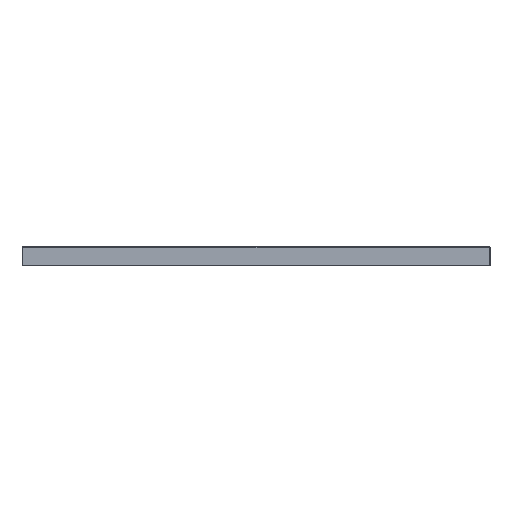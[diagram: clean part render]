
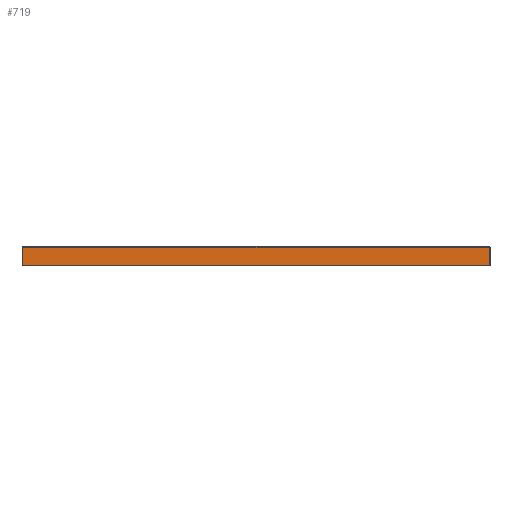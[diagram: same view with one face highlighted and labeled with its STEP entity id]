
A CAD part, left-side view. The second image highlights one B-rep face of the part: STEP entity #719.
In plain terms, the highlighted planar face has unit normal (-1, 0, 0).
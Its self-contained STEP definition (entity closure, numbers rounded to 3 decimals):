
#719=ADVANCED_FACE('',(#1203),#1082,.T.);
#1082=PLANE('',#6488);
#1203=FACE_OUTER_BOUND('',#1563,.T.);
#1563=EDGE_LOOP('',(#2400,#2401,#2402,#2403,#2404));
#2049=B_SPLINE_CURVE_WITH_KNOTS('',3,(#25340,#25341,#25342,#25343,#25344,
#25345,#25346,#25347,#25348,#25349),.UNSPECIFIED.,.F.,.F.,(4,2,1,1,1,1,
4),(0.,0.031,0.063,0.125,0.25,0.5,1.),.UNSPECIFIED.);
#2050=B_SPLINE_CURVE_WITH_KNOTS('',3,(#25352,#25353,#25354,#25355,#25356,
#25357,#25358,#25359,#25360,#25361,#25362,#25363,#25364),.UNSPECIFIED.,
 .F.,.F.,(4,2,2,1,2,2,4),(0.,0.5,0.75,0.875,0.938,0.969,1.),
 .UNSPECIFIED.);
#2400=ORIENTED_EDGE('',*,*,#4878,.T.);
#2401=ORIENTED_EDGE('',*,*,#4879,.T.);
#2402=ORIENTED_EDGE('',*,*,#4880,.T.);
#2403=ORIENTED_EDGE('',*,*,#4874,.F.);
#2404=ORIENTED_EDGE('',*,*,#4881,.T.);
#4268=VERTEX_POINT('',#25331);
#4269=VERTEX_POINT('',#25333);
#4272=VERTEX_POINT('',#25350);
#4273=VERTEX_POINT('',#25351);
#4274=VERTEX_POINT('',#25365);
#4874=EDGE_CURVE('',#4268,#4269,#5711,.T.);
#4878=EDGE_CURVE('',#4272,#4273,#2049,.T.);
#4879=EDGE_CURVE('',#4273,#4274,#2050,.T.);
#4880=EDGE_CURVE('',#4274,#4269,#5713,.T.);
#4881=EDGE_CURVE('',#4268,#4272,#5714,.T.);
#5711=LINE('',#25332,#6104);
#5713=LINE('',#25366,#6106);
#5714=LINE('',#25367,#6107);
#6104=VECTOR('',#7085,1.);
#6106=VECTOR('',#7093,1.);
#6107=VECTOR('',#7094,1.);
#6488=AXIS2_PLACEMENT_3D('',#25368,#7095,#7096);
#7085=DIRECTION('',(0.,1.,0.));
#7093=DIRECTION('',(0.,0.,-1.));
#7094=DIRECTION('',(0.,0.,1.));
#7095=DIRECTION('',(-1.,0.,0.));
#7096=DIRECTION('',(0.,0.,1.));
#25331=CARTESIAN_POINT('',(-200.,-498.5,0.));
#25332=CARTESIAN_POINT('',(-200.,-500.,0.));
#25333=CARTESIAN_POINT('',(-200.,498.5,0.));
#25340=CARTESIAN_POINT('',(-200.,-498.5,38.481));
#25341=CARTESIAN_POINT('',(-200.,-493.307,38.425));
#25342=CARTESIAN_POINT('',(-200.,-488.115,38.464));
#25343=CARTESIAN_POINT('',(-200.,-477.729,38.464));
#25344=CARTESIAN_POINT('',(-200.,-462.151,38.464));
#25345=CARTESIAN_POINT('',(-200.,-425.802,38.464));
#25346=CARTESIAN_POINT('',(-200.,-353.104,38.464));
#25347=CARTESIAN_POINT('',(-200.,-207.708,38.464));
#25348=CARTESIAN_POINT('',(-200.,-83.083,38.464));
#25349=CARTESIAN_POINT('',(-200.,0.,38.464));
#25350=CARTESIAN_POINT('',(-200.,-498.5,38.481));
#25351=CARTESIAN_POINT('',(-200.,0.,38.464));
#25352=CARTESIAN_POINT('',(-200.,0.,38.464));
#25353=CARTESIAN_POINT('',(-200.,83.083,38.464));
#25354=CARTESIAN_POINT('',(-200.,166.167,38.464));
#25355=CARTESIAN_POINT('',(-200.,290.792,38.464));
#25356=CARTESIAN_POINT('',(-200.,332.333,38.464));
#25357=CARTESIAN_POINT('',(-200.,394.646,38.464));
#25358=CARTESIAN_POINT('',(-200.,425.802,38.464));
#25359=CARTESIAN_POINT('',(-200.,456.958,38.464));
#25360=CARTESIAN_POINT('',(-200.,472.536,38.464));
#25361=CARTESIAN_POINT('',(-200.,477.729,38.464));
#25362=CARTESIAN_POINT('',(-200.,488.115,38.464));
#25363=CARTESIAN_POINT('',(-200.,493.307,38.425));
#25364=CARTESIAN_POINT('',(-200.,498.5,38.481));
#25365=CARTESIAN_POINT('',(-200.,498.5,38.481));
#25366=CARTESIAN_POINT('',(-200.,498.5,39.));
#25367=CARTESIAN_POINT('',(-200.,-498.5,39.));
#25368=CARTESIAN_POINT('',(-200.,-500.,39.));
